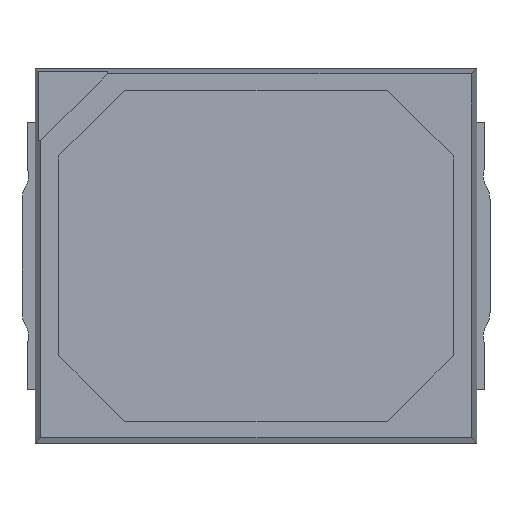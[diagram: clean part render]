
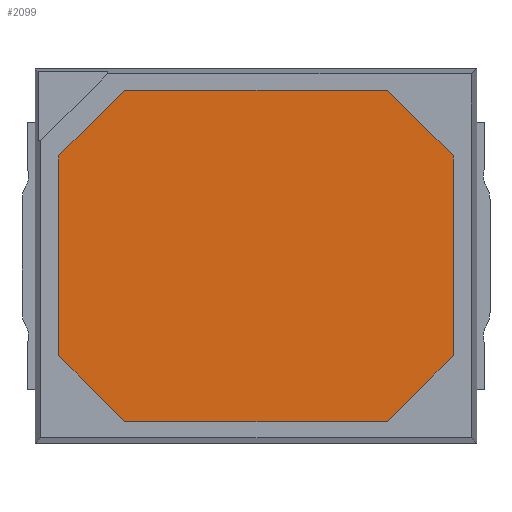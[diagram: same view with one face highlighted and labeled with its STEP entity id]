
A CAD part, top view. The second image highlights one B-rep face of the part: STEP entity #2099.
In plain terms, the highlighted planar face has unit normal (0, 0, 1).
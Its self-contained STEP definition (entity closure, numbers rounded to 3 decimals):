
#26 = PLANE ( 'NONE',  #684 ) ;
#47 = EDGE_LOOP ( 'NONE', ( #2193, #3457, #3075, #1694, #3452, #3758, #2443, #2639 ) ) ;
#255 = CARTESIAN_POINT ( 'NONE',  ( -0.982, 1.24, 0.699 ) ) ;
#262 = FACE_OUTER_BOUND ( 'NONE', #47, .T. ) ;
#279 = VERTEX_POINT ( 'NONE', #3284 ) ;
#424 = CARTESIAN_POINT ( 'NONE',  ( -0.982, -1.24, 0.699 ) ) ;
#459 = VERTEX_POINT ( 'NONE', #936 ) ;
#462 = CARTESIAN_POINT ( 'NONE',  ( 0.982, -1.24, 0.699 ) ) ;
#480 = CARTESIAN_POINT ( 'NONE',  ( -0.982, -1.24, 0.699 ) ) ;
#511 = DIRECTION ( 'NONE',  ( 1., 0., 0. ) ) ;
#586 = VECTOR ( 'NONE', #2309, 1000. ) ;
#635 = DIRECTION ( 'NONE',  ( -0.707, 0.707, 0. ) ) ;
#673 = LINE ( 'NONE', #1256, #2153 ) ;
#684 = AXIS2_PLACEMENT_3D ( 'NONE', #1521, #1252, #2695 ) ;
#758 = VECTOR ( 'NONE', #3315, 1000. ) ;
#780 = CARTESIAN_POINT ( 'NONE',  ( -1.475, 0.747, 0.699 ) ) ;
#925 = VECTOR ( 'NONE', #3388, 1000. ) ;
#936 = CARTESIAN_POINT ( 'NONE',  ( 1.475, -0.747, 0.699 ) ) ;
#1002 = VERTEX_POINT ( 'NONE', #3233 ) ;
#1155 = EDGE_CURVE ( 'NONE', #459, #1690, #2944, .T. ) ;
#1177 = EDGE_CURVE ( 'NONE', #2135, #279, #2850, .T. ) ;
#1182 = VERTEX_POINT ( 'NONE', #424 ) ;
#1252 = DIRECTION ( 'NONE',  ( 0., 0., 1. ) ) ;
#1256 = CARTESIAN_POINT ( 'NONE',  ( -1.475, -0.747, 0.699 ) ) ;
#1300 = DIRECTION ( 'NONE',  ( 0., -1., 0. ) ) ;
#1329 = LINE ( 'NONE', #480, #2966 ) ;
#1337 = CARTESIAN_POINT ( 'NONE',  ( 1.475, -0.747, 0.699 ) ) ;
#1491 = VECTOR ( 'NONE', #3719, 1000. ) ;
#1521 = CARTESIAN_POINT ( 'NONE',  ( 0., 0., 0.699 ) ) ;
#1574 = CARTESIAN_POINT ( 'NONE',  ( 0.982, 1.24, 0.699 ) ) ;
#1663 = CARTESIAN_POINT ( 'NONE',  ( 0.982, -1.24, 0.699 ) ) ;
#1690 = VERTEX_POINT ( 'NONE', #3371 ) ;
#1694 = ORIENTED_EDGE ( 'NONE', *, *, #2459, .T. ) ;
#1824 = CARTESIAN_POINT ( 'NONE',  ( -1.475, 0.747, 0.699 ) ) ;
#2087 = VECTOR ( 'NONE', #1300, 1000. ) ;
#2099 = ADVANCED_FACE ( 'NONE', ( #262 ), #26, .T. ) ;
#2135 = VERTEX_POINT ( 'NONE', #1824 ) ;
#2153 = VECTOR ( 'NONE', #2992, 1000. ) ;
#2163 = CARTESIAN_POINT ( 'NONE',  ( 1.475, 0.747, 0.699 ) ) ;
#2191 = EDGE_CURVE ( 'NONE', #279, #1182, #673, .T. ) ;
#2193 = ORIENTED_EDGE ( 'NONE', *, *, #2659, .T. ) ;
#2309 = DIRECTION ( 'NONE',  ( -0.707, -0.707, 0. ) ) ;
#2377 = EDGE_CURVE ( 'NONE', #3270, #459, #3058, .T. ) ;
#2443 = ORIENTED_EDGE ( 'NONE', *, *, #3063, .T. ) ;
#2459 = EDGE_CURVE ( 'NONE', #1182, #3270, #1329, .T. ) ;
#2639 = ORIENTED_EDGE ( 'NONE', *, *, #3400, .T. ) ;
#2659 = EDGE_CURVE ( 'NONE', #1002, #2135, #3693, .T. ) ;
#2695 = DIRECTION ( 'NONE',  ( 1., 0., 0. ) ) ;
#2821 = VECTOR ( 'NONE', #635, 1000. ) ;
#2850 = LINE ( 'NONE', #780, #2087 ) ;
#2930 = CARTESIAN_POINT ( 'NONE',  ( 0.982, 1.24, 0.699 ) ) ;
#2944 = LINE ( 'NONE', #1337, #1491 ) ;
#2966 = VECTOR ( 'NONE', #511, 1000. ) ;
#2992 = DIRECTION ( 'NONE',  ( 0.707, -0.707, 0. ) ) ;
#3058 = LINE ( 'NONE', #462, #925 ) ;
#3063 = EDGE_CURVE ( 'NONE', #1690, #3188, #3594, .T. ) ;
#3075 = ORIENTED_EDGE ( 'NONE', *, *, #2191, .T. ) ;
#3089 = LINE ( 'NONE', #1574, #758 ) ;
#3188 = VERTEX_POINT ( 'NONE', #2930 ) ;
#3233 = CARTESIAN_POINT ( 'NONE',  ( -0.982, 1.24, 0.699 ) ) ;
#3270 = VERTEX_POINT ( 'NONE', #1663 ) ;
#3284 = CARTESIAN_POINT ( 'NONE',  ( -1.475, -0.747, 0.699 ) ) ;
#3315 = DIRECTION ( 'NONE',  ( -1., 0., 0. ) ) ;
#3371 = CARTESIAN_POINT ( 'NONE',  ( 1.475, 0.747, 0.699 ) ) ;
#3388 = DIRECTION ( 'NONE',  ( 0.707, 0.707, 0. ) ) ;
#3400 = EDGE_CURVE ( 'NONE', #3188, #1002, #3089, .T. ) ;
#3452 = ORIENTED_EDGE ( 'NONE', *, *, #2377, .T. ) ;
#3457 = ORIENTED_EDGE ( 'NONE', *, *, #1177, .T. ) ;
#3594 = LINE ( 'NONE', #2163, #2821 ) ;
#3693 = LINE ( 'NONE', #255, #586 ) ;
#3719 = DIRECTION ( 'NONE',  ( 0., 1., 0. ) ) ;
#3758 = ORIENTED_EDGE ( 'NONE', *, *, #1155, .T. ) ;
